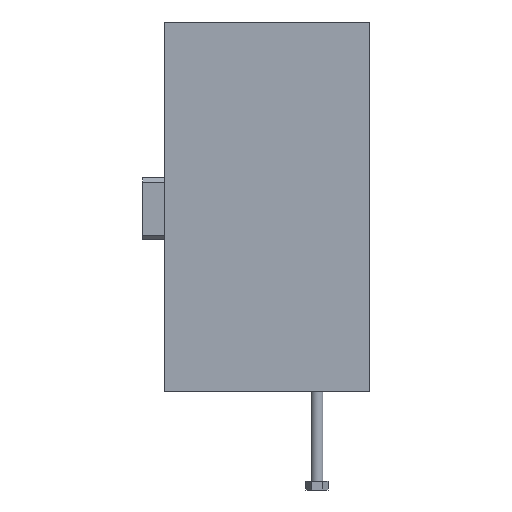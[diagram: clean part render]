
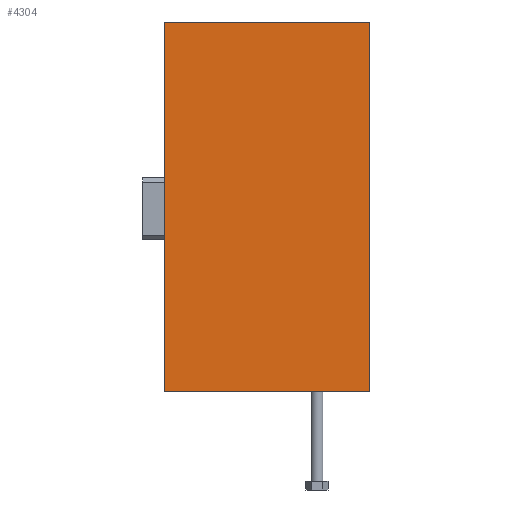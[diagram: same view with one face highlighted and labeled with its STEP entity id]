
A CAD part, front view. The second image highlights one B-rep face of the part: STEP entity #4304.
In plain terms, the highlighted planar face has unit normal (0, -1, 0).
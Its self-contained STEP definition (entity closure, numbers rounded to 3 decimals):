
#556=LINE('',#6813,#920);
#559=LINE('',#6819,#923);
#562=LINE('',#6825,#926);
#565=LINE('',#6829,#929);
#920=VECTOR('',#5393,10.);
#923=VECTOR('',#5398,10.);
#926=VECTOR('',#5403,10.);
#929=VECTOR('',#5408,10.);
#1232=PLANE('',#4805);
#1475=FACE_OUTER_BOUND('',#1748,.T.);
#1748=EDGE_LOOP('',(#3298,#3299,#3300,#3301));
#2108=VERTEX_POINT('',#6810);
#2109=VERTEX_POINT('',#6812);
#2111=VERTEX_POINT('',#6818);
#2113=VERTEX_POINT('',#6824);
#2550=EDGE_CURVE('',#2109,#2108,#556,.T.);
#2553=EDGE_CURVE('',#2111,#2109,#559,.T.);
#2556=EDGE_CURVE('',#2113,#2111,#562,.T.);
#2559=EDGE_CURVE('',#2108,#2113,#565,.T.);
#3298=ORIENTED_EDGE('',*,*,#2559,.T.);
#3299=ORIENTED_EDGE('',*,*,#2556,.T.);
#3300=ORIENTED_EDGE('',*,*,#2553,.T.);
#3301=ORIENTED_EDGE('',*,*,#2550,.T.);
#4304=ADVANCED_FACE('',(#1475),#1232,.T.);
#4805=AXIS2_PLACEMENT_3D('',#6831,#5411,#5412);
#5393=DIRECTION('',(1.,0.,0.));
#5398=DIRECTION('',(0.,0.,-1.));
#5403=DIRECTION('',(-1.,0.,0.));
#5408=DIRECTION('',(0.,0.,1.));
#5411=DIRECTION('center_axis',(0.,-1.,0.));
#5412=DIRECTION('ref_axis',(0.,0.,-1.));
#6810=CARTESIAN_POINT('',(70.,-28.1,-120.));
#6812=CARTESIAN_POINT('',(-69.,-28.1,-120.));
#6813=CARTESIAN_POINT('',(70.,-28.1,-120.));
#6818=CARTESIAN_POINT('',(-69.,-28.1,130.));
#6819=CARTESIAN_POINT('',(-69.,-28.1,-120.));
#6824=CARTESIAN_POINT('',(70.,-28.1,130.));
#6825=CARTESIAN_POINT('',(-69.,-28.1,130.));
#6829=CARTESIAN_POINT('',(70.,-28.1,130.));
#6831=CARTESIAN_POINT('Origin',(0.5,-28.1,5.));
